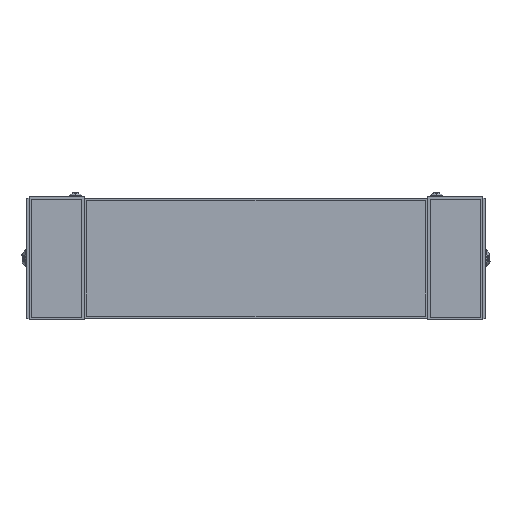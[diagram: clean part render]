
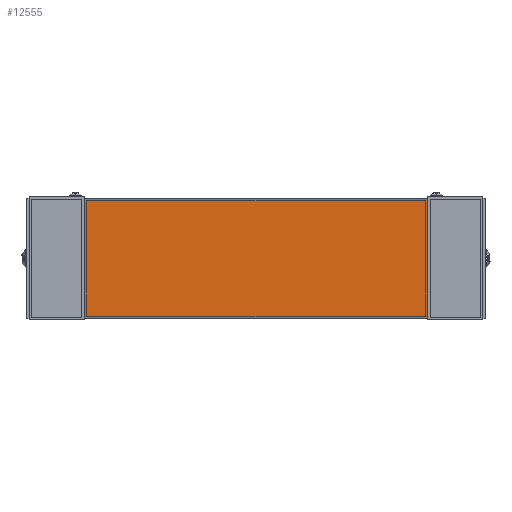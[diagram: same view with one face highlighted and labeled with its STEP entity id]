
A CAD part, left-side view. The second image highlights one B-rep face of the part: STEP entity #12555.
In plain terms, the highlighted planar face has unit normal (-1, 0, 0).
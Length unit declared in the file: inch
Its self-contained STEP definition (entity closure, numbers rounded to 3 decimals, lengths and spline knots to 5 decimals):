
#181 = VECTOR ( 'NONE', #14093, 39.37008 ) ;
#328 = ORIENTED_EDGE ( 'NONE', *, *, #41866, .F. ) ;
#2605 = DIRECTION ( 'NONE',  ( 1., 0., 0. ) ) ;
#2657 = EDGE_CURVE ( 'NONE', #41330, #7606, #35513, .T. ) ;
#6056 = ORIENTED_EDGE ( 'NONE', *, *, #28431, .F. ) ;
#7264 = AXIS2_PLACEMENT_3D ( 'NONE', #42135, #2605, #22173 ) ;
#7606 = VERTEX_POINT ( 'NONE', #33092 ) ;
#9698 = VERTEX_POINT ( 'NONE', #12776 ) ;
#11136 = VECTOR ( 'NONE', #36526, 39.37008 ) ;
#11750 = CARTESIAN_POINT ( 'NONE',  ( -19.64567, -3.52362, -1.92913 ) ) ;
#12490 = LINE ( 'NONE', #25620, #38875 ) ;
#12555 = ADVANCED_FACE ( 'NONE', ( #40076 ), #33404, .F. ) ;
#12776 = CARTESIAN_POINT ( 'NONE',  ( -19.64567, 7.46063, 1.92913 ) ) ;
#14093 = DIRECTION ( 'NONE',  ( 0., 0., -1. ) ) ;
#17248 = EDGE_CURVE ( 'NONE', #29646, #41330, #17349, .T. ) ;
#17349 = LINE ( 'NONE', #23823, #181 ) ;
#17744 = ORIENTED_EDGE ( 'NONE', *, *, #2657, .F. ) ;
#19376 = LINE ( 'NONE', #32482, #11136 ) ;
#21627 = EDGE_LOOP ( 'NONE', ( #328, #17744, #25783, #6056 ) ) ;
#22173 = DIRECTION ( 'NONE',  ( 0., 0., 1. ) ) ;
#22464 = CARTESIAN_POINT ( 'NONE',  ( -19.64567, 1.9685, -1.92913 ) ) ;
#23303 = DIRECTION ( 'NONE',  ( 0., 1., 0. ) ) ;
#23823 = CARTESIAN_POINT ( 'NONE',  ( -19.64567, -3.52362, 0. ) ) ;
#25620 = CARTESIAN_POINT ( 'NONE',  ( -19.64567, 1.9685, 1.92913 ) ) ;
#25783 = ORIENTED_EDGE ( 'NONE', *, *, #17248, .F. ) ;
#28431 = EDGE_CURVE ( 'NONE', #9698, #29646, #12490, .T. ) ;
#29001 = CARTESIAN_POINT ( 'NONE',  ( -19.64567, -3.52362, 1.92913 ) ) ;
#29646 = VERTEX_POINT ( 'NONE', #29001 ) ;
#32482 = CARTESIAN_POINT ( 'NONE',  ( -19.64567, 7.46063, 0. ) ) ;
#33092 = CARTESIAN_POINT ( 'NONE',  ( -19.64567, 7.46063, -1.92913 ) ) ;
#33404 = PLANE ( 'NONE',  #7264 ) ;
#35513 = LINE ( 'NONE', #22464, #37218 ) ;
#36526 = DIRECTION ( 'NONE',  ( 0., 0., 1. ) ) ;
#37218 = VECTOR ( 'NONE', #23303, 39.37008 ) ;
#38723 = DIRECTION ( 'NONE',  ( 0., -1., 0. ) ) ;
#38875 = VECTOR ( 'NONE', #38723, 39.37008 ) ;
#40076 = FACE_OUTER_BOUND ( 'NONE', #21627, .T. ) ;
#41330 = VERTEX_POINT ( 'NONE', #11750 ) ;
#41866 = EDGE_CURVE ( 'NONE', #7606, #9698, #19376, .T. ) ;
#42135 = CARTESIAN_POINT ( 'NONE',  ( -19.64567, 1.9685, 0. ) ) ;
